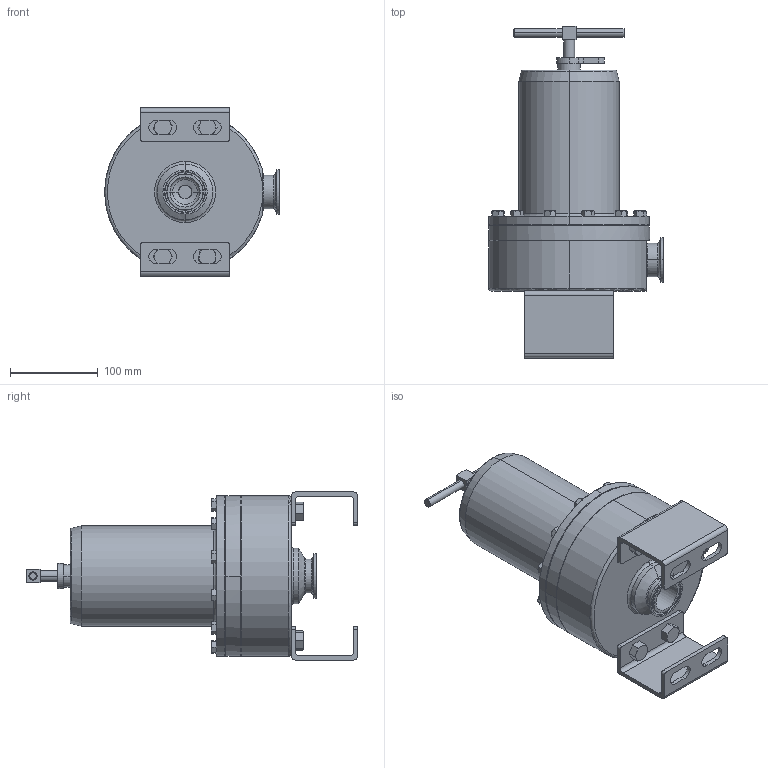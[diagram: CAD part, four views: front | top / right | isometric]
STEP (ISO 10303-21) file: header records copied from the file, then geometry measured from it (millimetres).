
FILE_DESCRIPTION (( 'STEP AP203' ), '1' );
FILE_NAME ('96-150.STEP', '2017-06-06T20:01:41', ( '' ), ( '' ), 'SwSTEP 2.0', 'SolidWorks 2014', '' );
FILE_SCHEMA (( 'CONFIG_CONTROL_DESIGN' ));
Length unit declared in the file: inch
Products named in the file (2): 96-150
Bounding box: 199.16 x 378.21 x 191.52 mm (x, y, z)
Volume: 4154732.9 mm3; surface area: 261352.2 mm2
Topology: 1 solids, 1 shells, 435 faces, 1046 edges, 645 vertices
Faces by surface type: plane 169, cone 126, cylinder 117, torus 23
Entity records: 13662 total; most frequent: CARTESIAN_POINT 3350, DIRECTION 2125, ORIENTED_EDGE 2092, EDGE_CURVE 1046, AXIS2_PLACEMENT_3D 840, VERTEX_POINT 645, EDGE_LOOP 523, LINE 445
